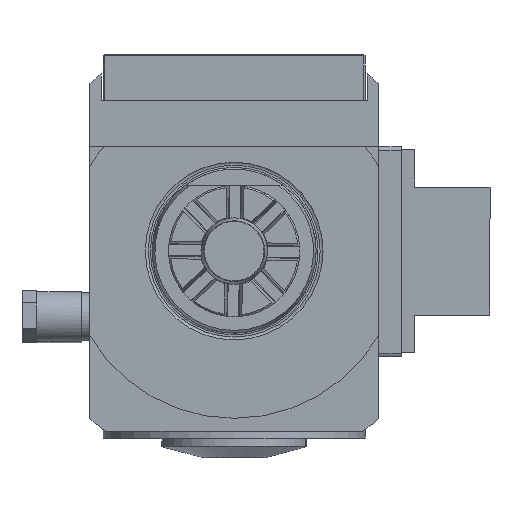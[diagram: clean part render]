
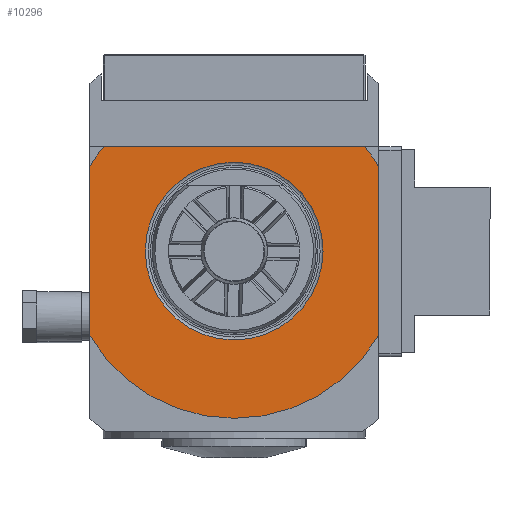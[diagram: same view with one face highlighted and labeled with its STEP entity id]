
A CAD part, front view. The second image highlights one B-rep face of the part: STEP entity #10296.
In plain terms, the highlighted planar face has unit normal (0, -1, 0).
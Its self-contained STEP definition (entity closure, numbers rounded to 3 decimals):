
#31 = EDGE_CURVE ( 'NONE', #17697, #20118, #2123, .T. ) ;
#1496 = CARTESIAN_POINT ( 'NONE',  ( -44., -1., 25.788 ) ) ;
#2107 = FACE_BOUND ( 'NONE', #35584, .T. ) ;
#2123 = LINE ( 'NONE', #17095, #2324 ) ;
#2324 = VECTOR ( 'NONE', #13750, 1000. ) ;
#2494 = DIRECTION ( 'NONE',  ( 1., 0., 0. ) ) ;
#3361 = ORIENTED_EDGE ( 'NONE', *, *, #24410, .F. ) ;
#4086 = CIRCLE ( 'NONE', #23721, 51. ) ;
#4768 = ORIENTED_EDGE ( 'NONE', *, *, #14521, .F. ) ;
#5706 = CARTESIAN_POINT ( 'NONE',  ( 44., -1., -25.788 ) ) ;
#6544 = LINE ( 'NONE', #32238, #12493 ) ;
#6894 = DIRECTION ( 'NONE',  ( 1., 0., 0. ) ) ;
#7398 = AXIS2_PLACEMENT_3D ( 'NONE', #30662, #16524, #2494 ) ;
#7976 = EDGE_CURVE ( 'NONE', #27679, #20118, #32618, .T. ) ;
#10296 = ADVANCED_FACE ( 'Defeature completata1_346', ( #36284, #2107 ), #16908, .F. ) ;
#10459 = DIRECTION ( 'NONE',  ( 1., 0., 0. ) ) ;
#12459 = DIRECTION ( 'NONE',  ( 0., -1., 0. ) ) ;
#12493 = VECTOR ( 'NONE', #35041, 1000. ) ;
#13151 = VERTEX_POINT ( 'NONE', #24499 ) ;
#13273 = DIRECTION ( 'NONE',  ( 0., 1., 0. ) ) ;
#13584 = LINE ( 'NONE', #24932, #32652 ) ;
#13585 = ORIENTED_EDGE ( 'NONE', *, *, #25481, .T. ) ;
#13750 = DIRECTION ( 'NONE',  ( 0., 0., -1. ) ) ;
#14521 = EDGE_CURVE ( 'NONE', #35047, #27679, #6544, .T. ) ;
#15423 = CARTESIAN_POINT ( 'NONE',  ( 0., -1., 0. ) ) ;
#15620 = DIRECTION ( 'NONE',  ( -1., 0., 0. ) ) ;
#16524 = DIRECTION ( 'NONE',  ( 0., 1., 0. ) ) ;
#16908 = PLANE ( 'NONE',  #7398 ) ;
#17095 = CARTESIAN_POINT ( 'NONE',  ( -44., -1., 0. ) ) ;
#17697 = VERTEX_POINT ( 'NONE', #1496 ) ;
#17861 = AXIS2_PLACEMENT_3D ( 'NONE', #31847, #32034, #6894 ) ;
#18167 = EDGE_CURVE ( 'NONE', #17697, #30136, #19595, .T. ) ;
#19595 = CIRCLE ( 'NONE', #17861, 51. ) ;
#20118 = VERTEX_POINT ( 'NONE', #31846 ) ;
#20666 = AXIS2_PLACEMENT_3D ( 'NONE', #15423, #12459, #15620 ) ;
#23019 = EDGE_LOOP ( 'NONE', ( #27124, #13585, #29554, #27929, #29414, #4768 ) ) ;
#23398 = DIRECTION ( 'NONE',  ( 0., 1., 0. ) ) ;
#23721 = AXIS2_PLACEMENT_3D ( 'NONE', #35481, #23398, #29345 ) ;
#24410 = EDGE_CURVE ( 'NONE', #13151, #13151, #36758, .T. ) ;
#24499 = CARTESIAN_POINT ( 'NONE',  ( -27.095, -1., 0. ) ) ;
#24603 = CARTESIAN_POINT ( 'NONE',  ( 0., -1., 0. ) ) ;
#24932 = CARTESIAN_POINT ( 'NONE',  ( -27.15, -1., 32. ) ) ;
#25156 = EDGE_CURVE ( 'NONE', #31852, #35047, #4086, .T. ) ;
#25481 = EDGE_CURVE ( 'NONE', #31852, #30136, #13584, .T. ) ;
#26548 = CARTESIAN_POINT ( 'NONE',  ( 39.711, -1., 32. ) ) ;
#27124 = ORIENTED_EDGE ( 'NONE', *, *, #25156, .F. ) ;
#27679 = VERTEX_POINT ( 'NONE', #5706 ) ;
#27929 = ORIENTED_EDGE ( 'NONE', *, *, #31, .T. ) ;
#29345 = DIRECTION ( 'NONE',  ( 1., 0., 0. ) ) ;
#29414 = ORIENTED_EDGE ( 'NONE', *, *, #7976, .F. ) ;
#29554 = ORIENTED_EDGE ( 'NONE', *, *, #18167, .F. ) ;
#30136 = VERTEX_POINT ( 'NONE', #31025 ) ;
#30270 = AXIS2_PLACEMENT_3D ( 'NONE', #24603, #13273, #10459 ) ;
#30662 = CARTESIAN_POINT ( 'NONE',  ( -27.15, -1., 0. ) ) ;
#30787 = CARTESIAN_POINT ( 'NONE',  ( 44., -1., 25.788 ) ) ;
#31025 = CARTESIAN_POINT ( 'NONE',  ( -39.711, -1., 32. ) ) ;
#31846 = CARTESIAN_POINT ( 'NONE',  ( -44., -1., -25.788 ) ) ;
#31847 = CARTESIAN_POINT ( 'NONE',  ( 0., -1., 0. ) ) ;
#31852 = VERTEX_POINT ( 'NONE', #26548 ) ;
#32034 = DIRECTION ( 'NONE',  ( 0., 1., 0. ) ) ;
#32238 = CARTESIAN_POINT ( 'NONE',  ( 44., -1., 0. ) ) ;
#32618 = CIRCLE ( 'NONE', #30270, 51. ) ;
#32652 = VECTOR ( 'NONE', #33671, 1000. ) ;
#33671 = DIRECTION ( 'NONE',  ( -1., 0., 0. ) ) ;
#35041 = DIRECTION ( 'NONE',  ( 0., 0., -1. ) ) ;
#35047 = VERTEX_POINT ( 'NONE', #30787 ) ;
#35481 = CARTESIAN_POINT ( 'NONE',  ( 0., -1., 0. ) ) ;
#35584 = EDGE_LOOP ( 'NONE', ( #3361 ) ) ;
#36284 = FACE_OUTER_BOUND ( 'NONE', #23019, .T. ) ;
#36758 = CIRCLE ( 'NONE', #20666, 27.095 ) ;
